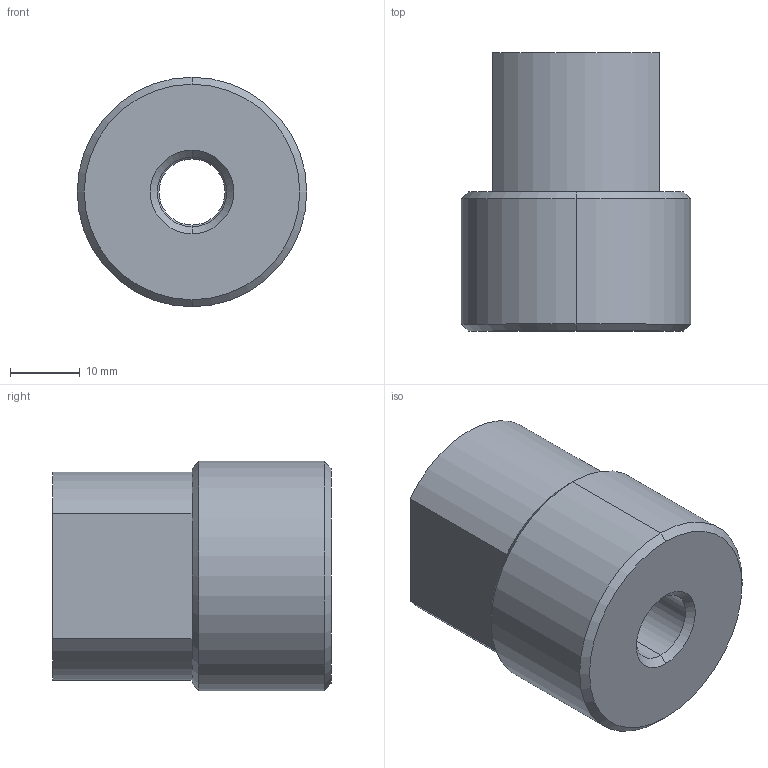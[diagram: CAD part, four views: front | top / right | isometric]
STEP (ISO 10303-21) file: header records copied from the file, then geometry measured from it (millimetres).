
FILE_DESCRIPTION (( 'STEP AP214' ), '1' );
FILE_NAME ('Raccord M33x1.5 male et 3.8p G femelle.STEP', '2024-06-19T11:59:07', ( '' ), ( '' ), 'SwSTEP 2.0', 'SolidWorks 2020', '' );
FILE_SCHEMA (( 'AUTOMOTIVE_DESIGN' ));
Length unit declared in the file: millimetre
Products named in the file (1): Raccord M33x1.5 male et 3.8p G femelle
Bounding box: 33 x 40 x 33 mm (x, y, z)
Volume: 26625 mm3; surface area: 6543.3 mm2
Topology: 1 solids, 1 shells, 24 faces, 51 edges, 30 vertices
Faces by surface type: cone 10, cylinder 9, plane 5
Entity records: 705 total; most frequent: DIRECTION 127, CARTESIAN_POINT 106, ORIENTED_EDGE 102, EDGE_CURVE 51, AXIS2_PLACEMENT_3D 51, VERTEX_POINT 30, EDGE_LOOP 27, CIRCLE 26
